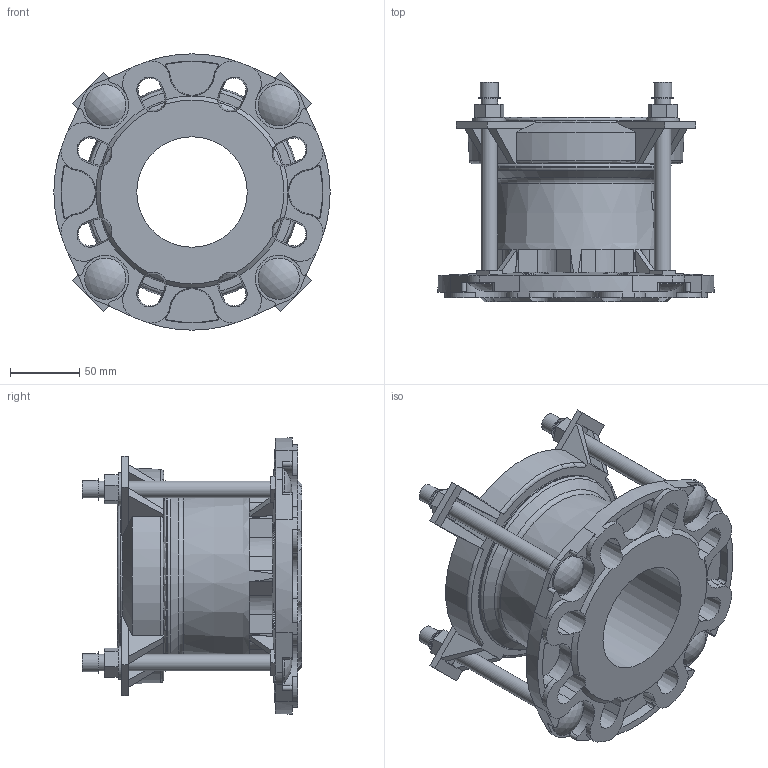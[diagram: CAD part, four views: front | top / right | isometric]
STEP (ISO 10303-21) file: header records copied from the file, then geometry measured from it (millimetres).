
FILE_DESCRIPTION (( 'STEP AP203' ), '1' );
FILE_NAME ('O_603_A_DN080_084-106mm.STEP', '2015-04-09T06:28:29', ( 'ken' ), ( '' ), 'SwSTEP 2.0', 'SolidWorks 2012', '' );
FILE_SCHEMA (( 'CONFIG_CONTROL_DESIGN' ));
Length unit declared in the file: millimetre
Products named in the file (1): O_603_A_DN080_084-106mm
Bounding box: 200 x 159 x 200 mm (x, y, z)
Volume: 1437012.4 mm3; surface area: 213192.2 mm2
Topology: 1 solids, 1 shells, 458 faces, 1318 edges, 858 vertices
Faces by surface type: plane 290, cylinder 89, cone 67, torus 8, sphere 4
Full cylindrical faces by diameter (mm): 12 x8, 13 x4, 16 x4, 24 x4, 30 x4, 80 x1, 119 x1, 138 x1
Entity records: 16248 total; most frequent: CARTESIAN_POINT 4498, ORIENTED_EDGE 2546, DIRECTION 2291, EDGE_CURVE 1273, VERTEX_POINT 848, AXIS2_PLACEMENT_3D 829, LINE 633, VECTOR 633
